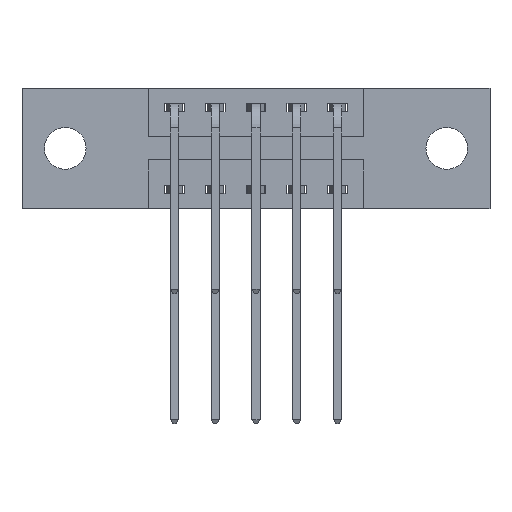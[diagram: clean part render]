
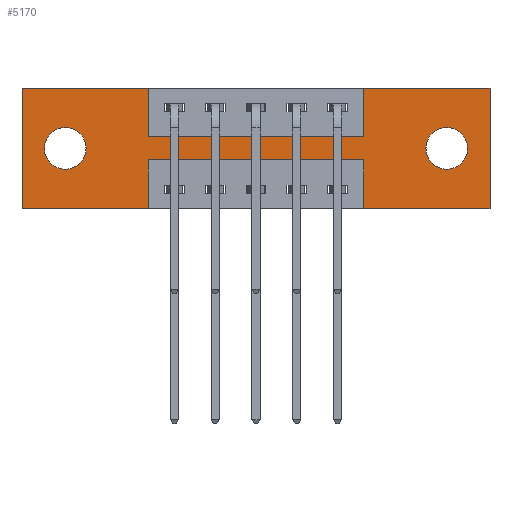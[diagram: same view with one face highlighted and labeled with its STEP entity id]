
A CAD part, front view. The second image highlights one B-rep face of the part: STEP entity #5170.
In plain terms, the highlighted planar face has unit normal (0, -1, 0).
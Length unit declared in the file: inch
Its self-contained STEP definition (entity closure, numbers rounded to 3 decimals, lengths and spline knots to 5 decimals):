
#95 = ORIENTED_EDGE ( 'NONE', *, *, #1541, .F. ) ;
#100 = VECTOR ( 'NONE', #3012, 39.37008 ) ;
#107 = CARTESIAN_POINT ( 'NONE',  ( 1.3025, 0., -0.185 ) ) ;
#121 = EDGE_CURVE ( 'NONE', #9895, #7955, #2835, .T. ) ;
#164 = LINE ( 'NONE', #2568, #6121 ) ;
#243 = ORIENTED_EDGE ( 'NONE', *, *, #9278, .F. ) ;
#530 = ORIENTED_EDGE ( 'NONE', *, *, #5479, .F. ) ;
#569 = DIRECTION ( 'NONE',  ( 0., 0., 1. ) ) ;
#574 = ORIENTED_EDGE ( 'NONE', *, *, #6847, .F. ) ;
#611 = DIRECTION ( 'NONE',  ( -1., 0., 0. ) ) ;
#700 = VECTOR ( 'NONE', #1859, 39.37008 ) ;
#731 = VECTOR ( 'NONE', #611, 39.37008 ) ;
#781 = EDGE_CURVE ( 'NONE', #3241, #3839, #4558, .T. ) ;
#796 = DIRECTION ( 'NONE',  ( 1., 0., 0. ) ) ;
#873 = EDGE_CURVE ( 'NONE', #3185, #7312, #4072, .T. ) ;
#1035 = ORIENTED_EDGE ( 'NONE', *, *, #8123, .T. ) ;
#1138 = CARTESIAN_POINT ( 'NONE',  ( 0., 0., 0. ) ) ;
#1320 = DIRECTION ( 'NONE',  ( 0., -1., 0. ) ) ;
#1373 = CARTESIAN_POINT ( 'NONE',  ( 0., 0., -0.37 ) ) ;
#1541 = EDGE_CURVE ( 'NONE', #8430, #4014, #4592, .T. ) ;
#1735 = ORIENTED_EDGE ( 'NONE', *, *, #8106, .F. ) ;
#1788 = EDGE_CURVE ( 'NONE', #2944, #9895, #164, .T. ) ;
#1817 = VECTOR ( 'NONE', #796, 39.37008 ) ;
#1833 = DIRECTION ( 'NONE',  ( 0., 0., -1. ) ) ;
#1859 = DIRECTION ( 'NONE',  ( -1., 0., 0. ) ) ;
#1919 = CARTESIAN_POINT ( 'NONE',  ( 1.3025, 0., -0.121 ) ) ;
#1968 = LINE ( 'NONE', #1138, #8882 ) ;
#2010 = DIRECTION ( 'NONE',  ( 1., 0., 0. ) ) ;
#2047 = LINE ( 'NONE', #8972, #7298 ) ;
#2069 = CARTESIAN_POINT ( 'NONE',  ( 0.3875, 0., -0.37 ) ) ;
#2115 = AXIS2_PLACEMENT_3D ( 'NONE', #1373, #1320, #4477 ) ;
#2189 = VECTOR ( 'NONE', #9723, 39.37008 ) ;
#2235 = ORIENTED_EDGE ( 'NONE', *, *, #121, .F. ) ;
#2568 = CARTESIAN_POINT ( 'NONE',  ( 0.3875, 0., -0.37 ) ) ;
#2631 = DIRECTION ( 'NONE',  ( 0., 1., 0. ) ) ;
#2640 = FACE_BOUND ( 'NONE', #5226, .T. ) ;
#2641 = CARTESIAN_POINT ( 'NONE',  ( 0.1325, 0., -0.249 ) ) ;
#2651 = DIRECTION ( 'NONE',  ( 0., 1., 0. ) ) ;
#2727 = EDGE_CURVE ( 'NONE', #9609, #4984, #3527, .T. ) ;
#2777 = CARTESIAN_POINT ( 'NONE',  ( 1.435, 0., -0.37 ) ) ;
#2804 = LINE ( 'NONE', #9607, #700 ) ;
#2835 = LINE ( 'NONE', #4690, #731 ) ;
#2864 = ORIENTED_EDGE ( 'NONE', *, *, #4778, .F. ) ;
#2924 = VERTEX_POINT ( 'NONE', #9812 ) ;
#2944 = VERTEX_POINT ( 'NONE', #5854 ) ;
#2973 = EDGE_LOOP ( 'NONE', ( #1035, #8815 ) ) ;
#3012 = DIRECTION ( 'NONE',  ( 0., 0., -1. ) ) ;
#3031 = CIRCLE ( 'NONE', #5508, 0.064 ) ;
#3157 = CARTESIAN_POINT ( 'NONE',  ( 0.3875, 0., 0. ) ) ;
#3185 = VERTEX_POINT ( 'NONE', #2777 ) ;
#3197 = VECTOR ( 'NONE', #569, 39.37008 ) ;
#3210 = LINE ( 'NONE', #8258, #3197 ) ;
#3241 = VERTEX_POINT ( 'NONE', #6086 ) ;
#3436 = DIRECTION ( 'NONE',  ( 0., 0., 1. ) ) ;
#3481 = CARTESIAN_POINT ( 'NONE',  ( 0.3875, 0., -0.15 ) ) ;
#3527 = CIRCLE ( 'NONE', #8580, 0.064 ) ;
#3707 = CARTESIAN_POINT ( 'NONE',  ( 1.3025, 0., -0.185 ) ) ;
#3746 = VECTOR ( 'NONE', #3913, 39.37008 ) ;
#3795 = ORIENTED_EDGE ( 'NONE', *, *, #781, .F. ) ;
#3839 = VERTEX_POINT ( 'NONE', #8330 ) ;
#3913 = DIRECTION ( 'NONE',  ( 0., 0., 1. ) ) ;
#3924 = CARTESIAN_POINT ( 'NONE',  ( 0.1325, 0., -0.121 ) ) ;
#3936 = LINE ( 'NONE', #5493, #1817 ) ;
#4014 = VERTEX_POINT ( 'NONE', #7000 ) ;
#4028 = EDGE_LOOP ( 'NONE', ( #7640, #2864, #243, #6434, #574, #6299, #3795, #4770, #1735, #95, #530, #2235 ) ) ;
#4072 = LINE ( 'NONE', #8951, #2189 ) ;
#4217 = CARTESIAN_POINT ( 'NONE',  ( 0., 0., 0. ) ) ;
#4247 = EDGE_CURVE ( 'NONE', #6871, #3241, #3936, .T. ) ;
#4295 = CARTESIAN_POINT ( 'NONE',  ( 0.1325, 0., -0.185 ) ) ;
#4330 = CARTESIAN_POINT ( 'NONE',  ( 1.3025, 0., -0.249 ) ) ;
#4477 = DIRECTION ( 'NONE',  ( 0., 0., -1. ) ) ;
#4489 = DIRECTION ( 'NONE',  ( 0., 1., 0. ) ) ;
#4506 = FACE_OUTER_BOUND ( 'NONE', #4028, .T. ) ;
#4558 = LINE ( 'NONE', #6647, #6326 ) ;
#4592 = LINE ( 'NONE', #9681, #6706 ) ;
#4638 = LINE ( 'NONE', #3157, #100 ) ;
#4690 = CARTESIAN_POINT ( 'NONE',  ( 0., 0., -0.37 ) ) ;
#4770 = ORIENTED_EDGE ( 'NONE', *, *, #4247, .F. ) ;
#4778 = EDGE_CURVE ( 'NONE', #7483, #2944, #2804, .T. ) ;
#4964 = FACE_BOUND ( 'NONE', #2973, .T. ) ;
#4982 = CIRCLE ( 'NONE', #5586, 0.064 ) ;
#4984 = VERTEX_POINT ( 'NONE', #2641 ) ;
#5148 = DIRECTION ( 'NONE',  ( 0., 0., -1. ) ) ;
#5170 = ADVANCED_FACE ( 'NONE', ( #4964, #2640, #4506 ), #8007, .T. ) ;
#5226 = EDGE_LOOP ( 'NONE', ( #7220, #7488 ) ) ;
#5479 = EDGE_CURVE ( 'NONE', #7955, #8430, #9493, .T. ) ;
#5493 = CARTESIAN_POINT ( 'NONE',  ( 0.3875, 0., -0.15 ) ) ;
#5508 = AXIS2_PLACEMENT_3D ( 'NONE', #107, #5565, #7096 ) ;
#5565 = DIRECTION ( 'NONE',  ( 0., 1., 0. ) ) ;
#5586 = AXIS2_PLACEMENT_3D ( 'NONE', #8647, #2631, #9516 ) ;
#5854 = CARTESIAN_POINT ( 'NONE',  ( 0.3875, 0., -0.22 ) ) ;
#6086 = CARTESIAN_POINT ( 'NONE',  ( 1.0475, 0., -0.15 ) ) ;
#6121 = VECTOR ( 'NONE', #1833, 39.37008 ) ;
#6299 = ORIENTED_EDGE ( 'NONE', *, *, #7347, .F. ) ;
#6326 = VECTOR ( 'NONE', #7369, 39.37008 ) ;
#6433 = CARTESIAN_POINT ( 'NONE',  ( 1.0475, 0., -0.37 ) ) ;
#6434 = ORIENTED_EDGE ( 'NONE', *, *, #873, .F. ) ;
#6647 = CARTESIAN_POINT ( 'NONE',  ( 1.0475, 0., 0. ) ) ;
#6685 = CARTESIAN_POINT ( 'NONE',  ( 1.0475, 0., -0.22 ) ) ;
#6703 = VERTEX_POINT ( 'NONE', #1919 ) ;
#6706 = VECTOR ( 'NONE', #7361, 39.37008 ) ;
#6762 = AXIS2_PLACEMENT_3D ( 'NONE', #3707, #4489, #9840 ) ;
#6800 = CARTESIAN_POINT ( 'NONE',  ( 0., 0., -0.37 ) ) ;
#6847 = EDGE_CURVE ( 'NONE', #2924, #3185, #2047, .T. ) ;
#6871 = VERTEX_POINT ( 'NONE', #3481 ) ;
#6944 = VERTEX_POINT ( 'NONE', #4330 ) ;
#7000 = CARTESIAN_POINT ( 'NONE',  ( 0.3875, 0., 0. ) ) ;
#7096 = DIRECTION ( 'NONE',  ( 0., 0., -1. ) ) ;
#7220 = ORIENTED_EDGE ( 'NONE', *, *, #2727, .T. ) ;
#7265 = CIRCLE ( 'NONE', #6762, 0.064 ) ;
#7298 = VECTOR ( 'NONE', #5148, 39.37008 ) ;
#7312 = VERTEX_POINT ( 'NONE', #6433 ) ;
#7347 = EDGE_CURVE ( 'NONE', #3839, #2924, #1968, .T. ) ;
#7361 = DIRECTION ( 'NONE',  ( 1., 0., 0. ) ) ;
#7369 = DIRECTION ( 'NONE',  ( 0., 0., 1. ) ) ;
#7483 = VERTEX_POINT ( 'NONE', #6685 ) ;
#7488 = ORIENTED_EDGE ( 'NONE', *, *, #8629, .T. ) ;
#7640 = ORIENTED_EDGE ( 'NONE', *, *, #1788, .F. ) ;
#7955 = VERTEX_POINT ( 'NONE', #6800 ) ;
#8007 = PLANE ( 'NONE',  #2115 ) ;
#8106 = EDGE_CURVE ( 'NONE', #4014, #6871, #4638, .T. ) ;
#8123 = EDGE_CURVE ( 'NONE', #6703, #6944, #3031, .T. ) ;
#8258 = CARTESIAN_POINT ( 'NONE',  ( 1.0475, 0., -0.37 ) ) ;
#8330 = CARTESIAN_POINT ( 'NONE',  ( 1.0475, 0., 0. ) ) ;
#8430 = VERTEX_POINT ( 'NONE', #9912 ) ;
#8580 = AXIS2_PLACEMENT_3D ( 'NONE', #4295, #2651, #3436 ) ;
#8629 = EDGE_CURVE ( 'NONE', #4984, #9609, #4982, .T. ) ;
#8647 = CARTESIAN_POINT ( 'NONE',  ( 0.1325, 0., -0.185 ) ) ;
#8815 = ORIENTED_EDGE ( 'NONE', *, *, #9275, .T. ) ;
#8882 = VECTOR ( 'NONE', #2010, 39.37008 ) ;
#8951 = CARTESIAN_POINT ( 'NONE',  ( 0., 0., -0.37 ) ) ;
#8972 = CARTESIAN_POINT ( 'NONE',  ( 1.435, 0., 0. ) ) ;
#9275 = EDGE_CURVE ( 'NONE', #6944, #6703, #7265, .T. ) ;
#9278 = EDGE_CURVE ( 'NONE', #7312, #7483, #3210, .T. ) ;
#9493 = LINE ( 'NONE', #4217, #3746 ) ;
#9516 = DIRECTION ( 'NONE',  ( 0., 0., 1. ) ) ;
#9607 = CARTESIAN_POINT ( 'NONE',  ( 0.3875, 0., -0.22 ) ) ;
#9609 = VERTEX_POINT ( 'NONE', #3924 ) ;
#9681 = CARTESIAN_POINT ( 'NONE',  ( 0., 0., 0. ) ) ;
#9723 = DIRECTION ( 'NONE',  ( -1., 0., 0. ) ) ;
#9812 = CARTESIAN_POINT ( 'NONE',  ( 1.435, 0., 0. ) ) ;
#9840 = DIRECTION ( 'NONE',  ( 0., 0., -1. ) ) ;
#9895 = VERTEX_POINT ( 'NONE', #2069 ) ;
#9912 = CARTESIAN_POINT ( 'NONE',  ( 0., 0., 0. ) ) ;
